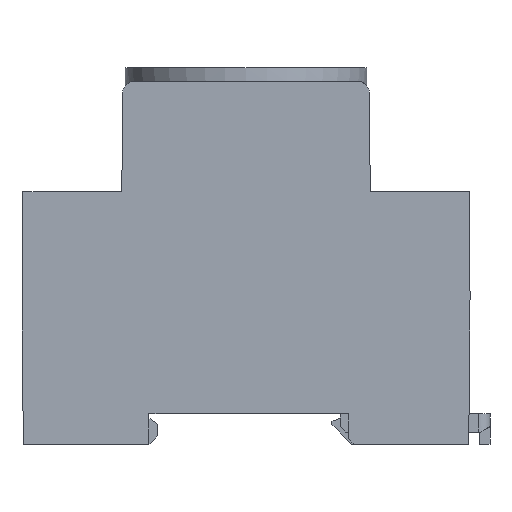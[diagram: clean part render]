
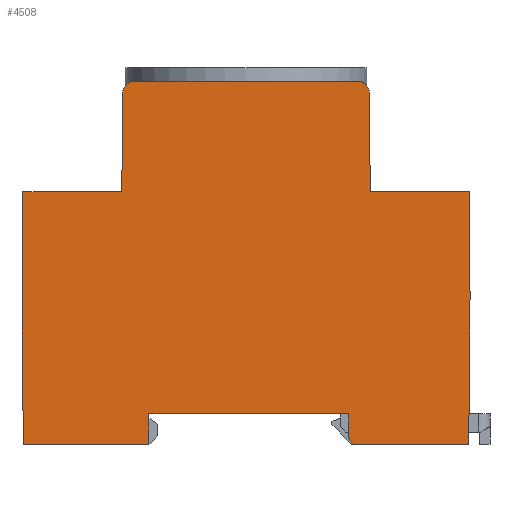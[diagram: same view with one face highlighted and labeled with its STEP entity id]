
A CAD part, left-side view. The second image highlights one B-rep face of the part: STEP entity #4508.
In plain terms, the highlighted planar face has unit normal (-1, 0, 0).
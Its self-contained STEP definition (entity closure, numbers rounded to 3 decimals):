
#1=DIRECTION('',(0.,0.009,1.));
#2=VECTOR('',#1,26.751);
#3=CARTESIAN_POINT('',(0.,80.567,-26.75));
#4=LINE('',#3,#2);
#5=DIRECTION('',(0.,-0.009,1.));
#6=VECTOR('',#5,18.801);
#7=CARTESIAN_POINT('',(0.,80.8,0.));
#8=LINE('',#7,#6);
#9=DIRECTION('',(0.,-0.009,1.));
#10=VECTOR('',#9,17.868);
#11=CARTESIAN_POINT('',(0.,62.8,18.8));
#12=LINE('',#11,#10);
#13=CARTESIAN_POINT('',(0.,60.644,36.65));
#14=DIRECTION('',(1.,0.,0.));
#15=DIRECTION('',(0.,1.,0.009));
#16=AXIS2_PLACEMENT_3D('',#13,#14,#15);
#18=CARTESIAN_POINT('',(0.,20.156,36.65));
#19=DIRECTION('',(1.,0.,0.));
#20=DIRECTION('',(0.,0.,1.));
#21=AXIS2_PLACEMENT_3D('',#18,#19,#20);
#23=DIRECTION('',(0.,-0.009,-1.));
#24=VECTOR('',#23,17.868);
#25=CARTESIAN_POINT('',(0.,18.156,36.667));
#26=LINE('',#25,#24);
#27=DIRECTION('',(0.,-0.009,-1.));
#28=VECTOR('',#27,18.801);
#29=CARTESIAN_POINT('',(0.,0.164,18.8));
#30=LINE('',#29,#28);
#31=DIRECTION('',(0.,0.009,-1.));
#32=VECTOR('',#31,26.751);
#33=CARTESIAN_POINT('',(0.,0.,0.));
#34=LINE('',#33,#32);
#35=DIRECTION('',(0.,0.707,0.707));
#36=VECTOR('',#35,1.414);
#37=CARTESIAN_POINT('',(0.,20.9,-26.75));
#38=LINE('',#37,#36);
#39=DIRECTION('',(0.,0.,-1.));
#40=VECTOR('',#39,5.5);
#41=CARTESIAN_POINT('',(0.,57.9,-21.25));
#42=LINE('',#41,#40);
#617=DIRECTION('',(0.,-1.,0.));
#618=VECTOR('',#617,36.);
#619=CARTESIAN_POINT('',(0.,57.9,-21.25));
#620=LINE('',#619,#618);
#1321=DIRECTION('',(0.,-1.,0.));
#1322=VECTOR('',#1321,22.667);
#1323=CARTESIAN_POINT('',(0.,80.567,-26.75));
#1324=LINE('',#1323,#1322);
#1643=DIRECTION('',(0.,1.,0.));
#1644=VECTOR('',#1643,17.836);
#1645=CARTESIAN_POINT('',(0.,62.8,18.8));
#1646=LINE('',#1645,#1644);
#1771=DIRECTION('',(0.,1.,0.));
#1772=VECTOR('',#1771,17.836);
#1773=CARTESIAN_POINT('',(0.,0.164,18.8));
#1774=LINE('',#1773,#1772);
#1887=DIRECTION('',(0.,-1.,0.));
#1888=VECTOR('',#1887,20.667);
#1889=CARTESIAN_POINT('',(0.,20.9,-26.75));
#1890=LINE('',#1889,#1888);
#2088=DIRECTION('',(0.,0.,-1.));
#2089=VECTOR('',#2088,4.5);
#2090=CARTESIAN_POINT('',(0.,21.9,-21.25));
#2091=LINE('',#2090,#2089);
#2449=DIRECTION('',(0.,1.,0.));
#2450=VECTOR('',#2449,40.488);
#2451=CARTESIAN_POINT('',(0.,20.156,38.65));
#2452=LINE('',#2451,#2450);
#3434=CARTESIAN_POINT('',(0.,57.9,-21.25));
#3435=CARTESIAN_POINT('',(0.,57.9,-26.75));
#3436=VERTEX_POINT('',#3434);
#3437=VERTEX_POINT('',#3435);
#3438=CARTESIAN_POINT('',(0.,80.567,-26.75));
#3439=VERTEX_POINT('',#3438);
#3440=CARTESIAN_POINT('',(0.,20.9,-26.75));
#3441=CARTESIAN_POINT('',(0.,0.233,-26.75));
#3442=VERTEX_POINT('',#3440);
#3443=VERTEX_POINT('',#3441);
#3444=CARTESIAN_POINT('',(0.,21.9,-25.75));
#3445=VERTEX_POINT('',#3444);
#3446=CARTESIAN_POINT('',(0.,21.9,-21.25));
#3447=VERTEX_POINT('',#3446);
#3690=CARTESIAN_POINT('',(0.,62.8,18.8));
#3691=CARTESIAN_POINT('',(0.,80.636,18.8));
#3692=VERTEX_POINT('',#3690);
#3693=VERTEX_POINT('',#3691);
#3694=CARTESIAN_POINT('',(0.,62.644,36.667));
#3695=VERTEX_POINT('',#3694);
#3696=CARTESIAN_POINT('',(0.,60.644,38.65));
#3697=VERTEX_POINT('',#3696);
#3698=CARTESIAN_POINT('',(0.,20.156,38.65));
#3699=VERTEX_POINT('',#3698);
#3700=CARTESIAN_POINT('',(0.,18.156,36.667));
#3701=VERTEX_POINT('',#3700);
#3702=CARTESIAN_POINT('',(0.,18.,18.8));
#3703=VERTEX_POINT('',#3702);
#3704=CARTESIAN_POINT('',(0.,0.164,18.8));
#3705=VERTEX_POINT('',#3704);
#3889=CARTESIAN_POINT('',(0.,0.,0.));
#3891=VERTEX_POINT('',#3889);
#3893=CARTESIAN_POINT('',(0.,80.8,0.));
#3895=VERTEX_POINT('',#3893);
#4467=CARTESIAN_POINT('',(0.,40.4,0.));
#4468=DIRECTION('',(1.,0.,0.));
#4469=DIRECTION('',(0.,0.,-1.));
#4470=AXIS2_PLACEMENT_3D('',#4467,#4468,#4469);
#4471=PLANE('',#4470);
#4473=ORIENTED_EDGE('',*,*,#4472,.T.);
#4475=ORIENTED_EDGE('',*,*,#4474,.T.);
#4477=ORIENTED_EDGE('',*,*,#4476,.F.);
#4479=ORIENTED_EDGE('',*,*,#4478,.T.);
#4481=ORIENTED_EDGE('',*,*,#4480,.T.);
#4483=ORIENTED_EDGE('',*,*,#4482,.F.);
#4485=ORIENTED_EDGE('',*,*,#4484,.T.);
#4487=ORIENTED_EDGE('',*,*,#4486,.T.);
#4489=ORIENTED_EDGE('',*,*,#4488,.F.);
#4491=ORIENTED_EDGE('',*,*,#4490,.T.);
#4493=ORIENTED_EDGE('',*,*,#4492,.T.);
#4495=ORIENTED_EDGE('',*,*,#4494,.F.);
#4497=ORIENTED_EDGE('',*,*,#4496,.T.);
#4499=ORIENTED_EDGE('',*,*,#4498,.F.);
#4501=ORIENTED_EDGE('',*,*,#4500,.F.);
#4503=ORIENTED_EDGE('',*,*,#4502,.T.);
#4505=ORIENTED_EDGE('',*,*,#4504,.F.);
#4506=EDGE_LOOP('',(#4473,#4475,#4477,#4479,#4481,#4483,#4485,#4487,#4489,#4491,
#4493,#4495,#4497,#4499,#4501,#4503,#4505));
#4507=FACE_OUTER_BOUND('',#4506,.F.);
#4508=ADVANCED_FACE('',(#4507),#4471,.F.);
#17=CIRCLE('',#16,2.);
#22=CIRCLE('',#21,2.);
#4472=EDGE_CURVE('',#3439,#3895,#4,.T.);
#4474=EDGE_CURVE('',#3895,#3693,#8,.T.);
#4476=EDGE_CURVE('',#3692,#3693,#1646,.T.);
#4478=EDGE_CURVE('',#3692,#3695,#12,.T.);
#4480=EDGE_CURVE('',#3695,#3697,#17,.T.);
#4482=EDGE_CURVE('',#3699,#3697,#2452,.T.);
#4484=EDGE_CURVE('',#3699,#3701,#22,.T.);
#4486=EDGE_CURVE('',#3701,#3703,#26,.T.);
#4488=EDGE_CURVE('',#3705,#3703,#1774,.T.);
#4490=EDGE_CURVE('',#3705,#3891,#30,.T.);
#4492=EDGE_CURVE('',#3891,#3443,#34,.T.);
#4494=EDGE_CURVE('',#3442,#3443,#1890,.T.);
#4496=EDGE_CURVE('',#3442,#3445,#38,.T.);
#4498=EDGE_CURVE('',#3447,#3445,#2091,.T.);
#4500=EDGE_CURVE('',#3436,#3447,#620,.T.);
#4502=EDGE_CURVE('',#3436,#3437,#42,.T.);
#4504=EDGE_CURVE('',#3439,#3437,#1324,.T.);
